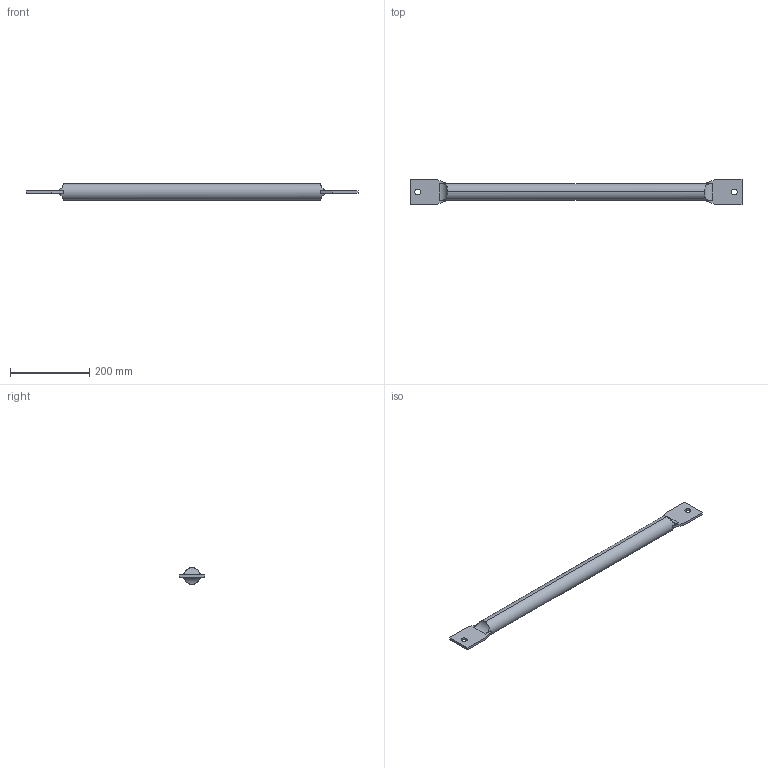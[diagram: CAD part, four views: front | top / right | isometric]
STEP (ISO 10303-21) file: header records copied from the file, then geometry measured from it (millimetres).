
FILE_DESCRIPTION (( 'STEP AP203' ), '1' );
FILE_NAME ('800 CTS TIE_REV_.step', '2026-01-12T23:56:11', ( '' ), ( '' ), 'SwSTEP 2.0', 'SolidWorks 2025', '' );
FILE_SCHEMA (( 'CONFIG_CONTROL_DESIGN' ));
Length unit declared in the file: millimetre
Products named in the file (1): 800 CTS TIE_REV_
Bounding box: 840 x 65 x 42 mm (x, y, z)
Volume: 981442.6 mm3; surface area: 113571 mm2
Topology: 1 solids, 1 shells, 28 faces, 70 edges, 44 vertices
Faces by surface type: plane 18, cylinder 10
Entity records: 1219 total; most frequent: CARTESIAN_POINT 471, ORIENTED_EDGE 140, DIRECTION 132, EDGE_CURVE 70, VECTOR 50, LINE 50, VERTEX_POINT 44, AXIS2_PLACEMENT_3D 41
